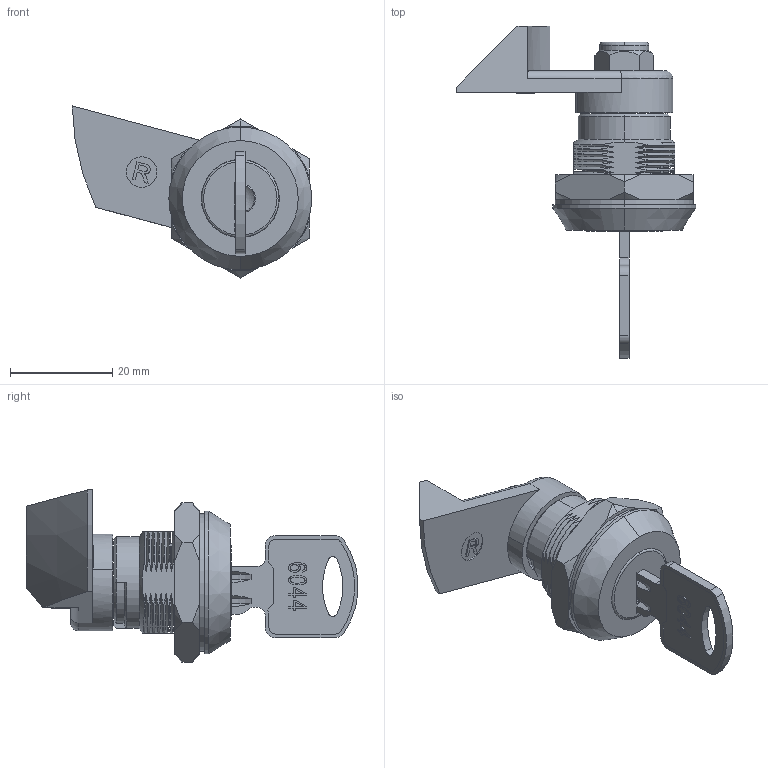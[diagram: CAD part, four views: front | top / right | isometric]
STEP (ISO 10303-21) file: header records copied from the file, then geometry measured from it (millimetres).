
FILE_DESCRIPTION (( 'STEP AP203' ), '1' );
FILE_NAME ('KM10.1.2.01.R.STEP', '2020-08-04T11:47:35', ( '' ), ( '' ), 'SwSTEP 2.0', 'SolidWorks 2015', '' );
FILE_SCHEMA (( 'CONFIG_CONTROL_DESIGN' ));
Products named in the file (1): KM10.1.2.01.R
Bounding box: 46.93 x 65.03 x 33.73 mm (x, y, z)
Surface area: 8722.9 mm2 (no closed solid volume)
Topology: 0 solids, 14 shells, 381 faces, 1373 edges, 985 vertices
Faces by surface type: plane 132, bspline 116, cylinder 87, cone 38, torus 8
Entity records: 43624 total; most frequent: CARTESIAN_POINT 33388, ORIENTED_EDGE 2271, DIRECTION 1587, EDGE_CURVE 1373, VERTEX_POINT 985, LINE 639, VECTOR 639, AXIS2_PLACEMENT_3D 474
